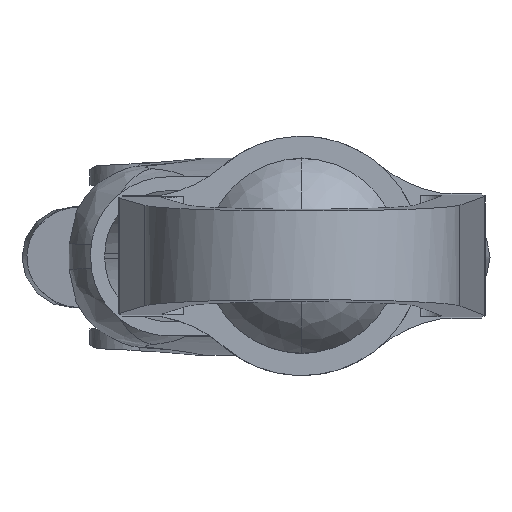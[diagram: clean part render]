
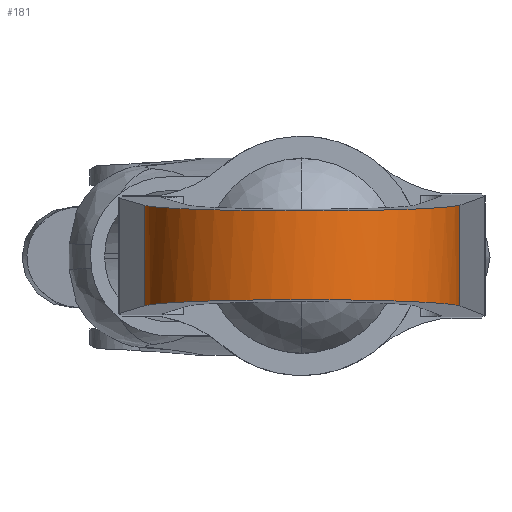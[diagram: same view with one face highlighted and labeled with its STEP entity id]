
A CAD part, top view. The second image highlights one B-rep face of the part: STEP entity #181.
In plain terms, the highlighted cylindrical face has radius 5.684 mm (diameter 11.367 mm), a partial arc.
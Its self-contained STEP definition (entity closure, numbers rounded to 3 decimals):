
#181=ADVANCED_FACE('',(#632),#631,.T.);
#631=CYLINDRICAL_SURFACE('',#2227,5.683);
#632=FACE_OUTER_BOUND('',#2228,.T.);
#2224=CARTESIAN_POINT('',(0.003,-997.759,9.494));
#2225=DIRECTION('',(0.,-1.,0.));
#2226=DIRECTION('',(0.,0.,-1.));
#2227=AXIS2_PLACEMENT_3D('',#2224,#2225,#2226);
#2228=EDGE_LOOP('',(#3920,#3921,#3922,#3923));
#3920=ORIENTED_EDGE('',*,*,#4707,.T.);
#3921=ORIENTED_EDGE('',*,*,#4713,.F.);
#3922=ORIENTED_EDGE('',*,*,#4708,.T.);
#3923=ORIENTED_EDGE('',*,*,#4688,.T.);
#4688=EDGE_CURVE('',#5609,#5610,#5611,.T.);
#4707=EDGE_CURVE('',#5610,#5727,#5734,.T.);
#4708=EDGE_CURVE('',#5740,#5609,#5741,.T.);
#4713=EDGE_CURVE('',#5740,#5727,#5773,.T.);
#5609=VERTEX_POINT('',#8329);
#5610=VERTEX_POINT('',#8330);
#5611=LINE('',#8331,#8332);
#5727=VERTEX_POINT('',#8400);
#5734=(BOUNDED_CURVE() B_SPLINE_CURVE(2,(#8404,#8405,#8406,#8407,#8408),.UNSPECIFIED.,.F.,.F.) B_SPLINE_CURVE_WITH_KNOTS((3,2,3),(1.688,3.126,4.564),.UNSPECIFIED.) CURVE() GEOMETRIC_REPRESENTATION_ITEM() RATIONAL_B_SPLINE_CURVE((1.,0.753,1.,0.753,1.)) REPRESENTATION_ITEM('') );
#5740=VERTEX_POINT('',#8409);
#5741=(BOUNDED_CURVE() B_SPLINE_CURVE(2,(#8410,#8411,#8412,#8413,#8414),.UNSPECIFIED.,.F.,.F.) B_SPLINE_CURVE_WITH_KNOTS((3,2,3),(4.861,6.299,7.736),.UNSPECIFIED.) CURVE() GEOMETRIC_REPRESENTATION_ITEM() RATIONAL_B_SPLINE_CURVE((1.,0.753,1.,0.753,1.)) REPRESENTATION_ITEM('') );
#5773=LINE('',#8431,#8432);
#8329=CARTESIAN_POINT('',(5.647,-1.801,10.161));
#8330=CARTESIAN_POINT('',(5.647,1.801,10.161));
#8331=CARTESIAN_POINT('',(5.647,-1.801,10.161));
#8332=VECTOR('',#8333,3.602);
#8333=DIRECTION('',(0.,1.,0.));
#8400=CARTESIAN_POINT('',(-5.618,1.794,10.335));
#8404=CARTESIAN_POINT('',(5.647,1.801,10.161));
#8405=CARTESIAN_POINT('',(5.064,1.587,15.1));
#8406=CARTESIAN_POINT('',(0.091,1.584,15.177));
#8407=CARTESIAN_POINT('',(-4.882,1.581,15.254));
#8408=CARTESIAN_POINT('',(-5.618,1.794,10.335));
#8409=CARTESIAN_POINT('',(-5.618,-1.794,10.335));
#8410=CARTESIAN_POINT('',(-5.618,-1.794,10.335));
#8411=CARTESIAN_POINT('',(-4.882,-1.581,15.254));
#8412=CARTESIAN_POINT('',(0.091,-1.584,15.177));
#8413=CARTESIAN_POINT('',(5.064,-1.587,15.1));
#8414=CARTESIAN_POINT('',(5.647,-1.801,10.161));
#8431=CARTESIAN_POINT('',(-5.618,-1.794,10.335));
#8432=VECTOR('',#8433,3.587);
#8433=DIRECTION('',(0.,1.,0.));
